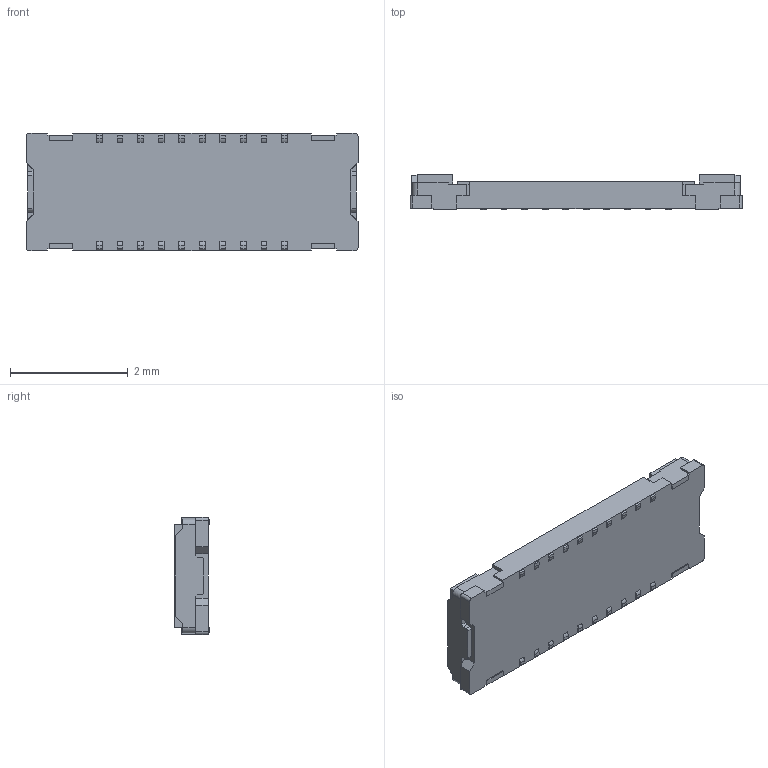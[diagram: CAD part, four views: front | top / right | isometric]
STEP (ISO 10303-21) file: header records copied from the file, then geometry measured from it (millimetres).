
FILE_DESCRIPTION( ( 'STEP AP214' ), '1' );
FILE_NAME( 'psolqas1241053173.stp', '2020-02-10T11:41:05', ( '' ), ( '' ), ' ', 'PARTsolutions', ' ' );
FILE_SCHEMA( ( 'AUTOMOTIVE_DESIGN { 1 0 10303 214 1 1 1 1 }' ) );
Length unit declared in the file: metre
Products named in the file (1): 1
Bounding box: 5.65 x 0.6 x 2 mm (x, y, z)
Volume: 4.1 mm3; surface area: 40.1 mm2
Topology: 1 solids, 1 shells, 433 faces, 1086 edges, 716 vertices
Faces by surface type: plane 357, cylinder 76
Entity records: 12787 total; most frequent: CARTESIAN_POINT 2252, ORIENTED_EDGE 2172, DIRECTION 2094, EDGE_CURVE 1086, LINE 922, VECTOR 922, VERTEX_POINT 716, AXIS2_PLACEMENT_3D 586
